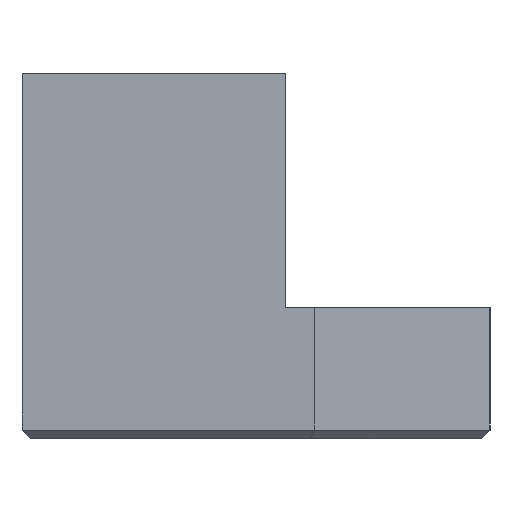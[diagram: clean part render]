
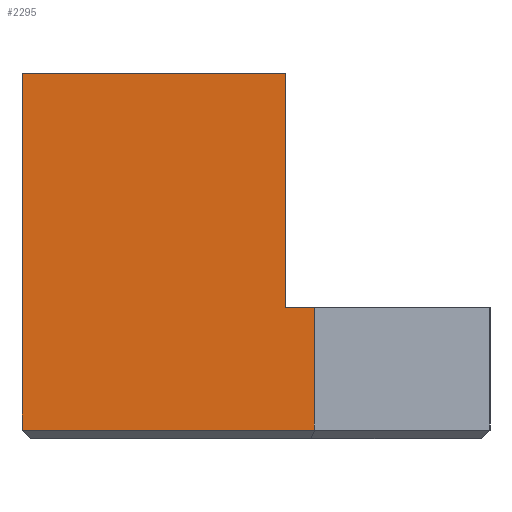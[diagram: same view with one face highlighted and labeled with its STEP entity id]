
A CAD part, left-side view. The second image highlights one B-rep face of the part: STEP entity #2295.
In plain terms, the highlighted planar face has unit normal (-1, 0, 0).
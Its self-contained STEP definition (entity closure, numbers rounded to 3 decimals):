
#40=(GEOMETRIC_REPRESENTATION_CONTEXT(2)PARAMETRIC_REPRESENTATION_CONTEXT()REPRESENTATION_CONTEXT('',''));
#86=CARTESIAN_POINT('',(-20.0,7.0,4.5));
#87=DIRECTION('',(0.0,0.,-1.0));
#88=DIRECTION('',(0.0,1.0,0.));
#89=AXIS2_PLACEMENT_3D('',#86,#87,#88);
#90=PLANE('',#89);
#401=CARTESIAN_POINT('',(-20.0,7.0,12.5));
#402=DIRECTION('',(0.0,1.0,0.0));
#403=DIRECTION('',(0.0,-0.0,1.0));
#404=AXIS2_PLACEMENT_3D('',#401,#402,#403);
#405=PLANE('',#404);
#617=CARTESIAN_POINT('',(-20.0,7.0,4.5));
#618=VERTEX_POINT('',#617);
#636=CARTESIAN_POINT('',(-20.0,6.0,4.5));
#637=VERTEX_POINT('',#636);
#638=CARTESIAN_POINT('',(-20.0,0.0,12.5));
#639=DIRECTION('',(1.0,0.0,0.0));
#640=DIRECTION('',(0.0,0.0,-1.0));
#641=AXIS2_PLACEMENT_3D('',#638,#639,#640);
#642=PLANE('',#641);
#643=CARTESIAN_POINT('',(-1.0,0.));
#644=CARTESIAN_POINT('',(0.0,0.0));
#645=B_SPLINE_CURVE_WITH_KNOTS('',1,(#643,#644),.UNSPECIFIED.,.F.,.F.,(2,2),(-0.001,0.),.UNSPECIFIED.);
#646=DEFINITIONAL_REPRESENTATION('',(#645),#40);
#647=PCURVE('',#90,#646);
#648=CARTESIAN_POINT('',(8.0,6.0));
#649=CARTESIAN_POINT('',(8.0,7.0));
#650=B_SPLINE_CURVE_WITH_KNOTS('',1,(#648,#649),.UNSPECIFIED.,.F.,.F.,(2,2),(-0.001,0.),.UNSPECIFIED.);
#651=DEFINITIONAL_REPRESENTATION('',(#650),#40);
#652=PCURVE('',#642,#651);
#653=CARTESIAN_POINT('',(-20.0,6.0,4.5));
#654=DIRECTION('',(0.0,1.0,0.));
#655=VECTOR('',#654,1.0);
#656=LINE('',#653,#655);
#657=INTERSECTION_CURVE('',#656,(#647,#652),.PCURVE_S1.);
#658=EDGE_CURVE('',#637,#618,#657,.T.);
#660=CARTESIAN_POINT('',(-14.0,0.0,12.5));
#661=DIRECTION('',(0.707,0.707,0.0));
#662=DIRECTION('',(0.0,0.0,-1.0));
#663=AXIS2_PLACEMENT_3D('',#660,#661,#662);
#664=PLANE('',#663);
#1154=CARTESIAN_POINT('',(-20.0,16.0,12.5));
#1155=DIRECTION('',(0.0,-1.0,0.0));
#1156=DIRECTION('',(0.0,0.0,-1.0));
#1157=AXIS2_PLACEMENT_3D('',#1154,#1155,#1156);
#1158=PLANE('',#1157);
#1688=CARTESIAN_POINT('',(-20.0,16.0,12.5));
#1689=DIRECTION('',(0.0,0.0,-1.0));
#1690=DIRECTION('',(-1.0,0.0,0.0));
#1691=AXIS2_PLACEMENT_3D('',#1688,#1689,#1690);
#1692=PLANE('',#1691);
#1774=CARTESIAN_POINT('',(-20.0,16.0,0.3));
#1775=VERTEX_POINT('',#1774);
#1798=CARTESIAN_POINT('',(-20.0,16.0,12.5));
#1799=VERTEX_POINT('',#1798);
#1800=CARTESIAN_POINT('',(0.0,0.0));
#1801=CARTESIAN_POINT('',(12.2,0.0));
#1802=B_SPLINE_CURVE_WITH_KNOTS('',1,(#1800,#1801),.UNSPECIFIED.,.F.,.F.,(2,2),(0.0,0.012),.UNSPECIFIED.);
#1803=DEFINITIONAL_REPRESENTATION('',(#1802),#40);
#1804=PCURVE('',#1158,#1803);
#1805=CARTESIAN_POINT('',(0.0,16.0));
#1806=CARTESIAN_POINT('',(12.2,16.0));
#1807=B_SPLINE_CURVE_WITH_KNOTS('',1,(#1805,#1806),.UNSPECIFIED.,.F.,.F.,(2,2),(0.0,0.012),.UNSPECIFIED.);
#1808=DEFINITIONAL_REPRESENTATION('',(#1807),#40);
#1809=PCURVE('',#642,#1808);
#1810=CARTESIAN_POINT('',(-20.0,16.0,12.5));
#1811=DIRECTION('',(0.0,0.0,-1.0));
#1812=VECTOR('',#1811,12.2);
#1813=LINE('',#1810,#1812);
#1814=INTERSECTION_CURVE('',#1813,(#1804,#1809),.PCURVE_S1.);
#1815=EDGE_CURVE('',#1799,#1775,#1814,.T.);
#2194=CARTESIAN_POINT('',(-20.0,0.0,0.3));
#2195=DIRECTION('',(-0.707,0.0,-0.707));
#2196=DIRECTION('',(0.0,1.0,0.0));
#2197=AXIS2_PLACEMENT_3D('',#2194,#2195,#2196);
#2198=PLANE('',#2197);
#2219=ORIENTED_EDGE('',*,*,#1815,.T.);
#2220=CARTESIAN_POINT('',(-20.0,6.0,0.3));
#2221=VERTEX_POINT('',#2220);
#2222=CARTESIAN_POINT('',(12.2,16.0));
#2223=CARTESIAN_POINT('',(12.2,6.0));
#2224=B_SPLINE_CURVE_WITH_KNOTS('',1,(#2222,#2223),.UNSPECIFIED.,.F.,.F.,(2,2),(-0.01,0.0),.UNSPECIFIED.);
#2225=DEFINITIONAL_REPRESENTATION('',(#2224),#40);
#2226=PCURVE('',#642,#2225);
#2227=CARTESIAN_POINT('',(16.0,0.));
#2228=CARTESIAN_POINT('',(6.0,0.));
#2229=B_SPLINE_CURVE_WITH_KNOTS('',1,(#2227,#2228),.UNSPECIFIED.,.F.,.F.,(2,2),(-0.01,0.0),.UNSPECIFIED.);
#2230=DEFINITIONAL_REPRESENTATION('',(#2229),#40);
#2231=PCURVE('',#2198,#2230);
#2232=CARTESIAN_POINT('',(-20.0,16.0,0.3));
#2233=DIRECTION('',(0.0,-1.0,0.0));
#2234=VECTOR('',#2233,10.0);
#2235=LINE('',#2232,#2234);
#2236=INTERSECTION_CURVE('',#2235,(#2226,#2231),.PCURVE_S1.);
#2237=EDGE_CURVE('',#1775,#2221,#2236,.T.);
#2238=ORIENTED_EDGE('',*,*,#2237,.T.);
#2239=CARTESIAN_POINT('',(12.2,6.0));
#2240=CARTESIAN_POINT('',(8.0,6.0));
#2241=B_SPLINE_CURVE_WITH_KNOTS('',1,(#2239,#2240),.UNSPECIFIED.,.F.,.F.,(2,2),(-0.012,-0.008),.UNSPECIFIED.);
#2242=DEFINITIONAL_REPRESENTATION('',(#2241),#40);
#2243=PCURVE('',#642,#2242);
#2244=CARTESIAN_POINT('',(12.2,8.485));
#2245=CARTESIAN_POINT('',(8.0,8.485));
#2246=B_SPLINE_CURVE_WITH_KNOTS('',1,(#2244,#2245),.UNSPECIFIED.,.F.,.F.,(2,2),(-0.012,-0.008),.UNSPECIFIED.);
#2247=DEFINITIONAL_REPRESENTATION('',(#2246),#40);
#2248=PCURVE('',#664,#2247);
#2249=CARTESIAN_POINT('',(-20.0,6.0,0.3));
#2250=DIRECTION('',(0.0,0.0,1.0));
#2251=VECTOR('',#2250,4.2);
#2252=LINE('',#2249,#2251);
#2253=INTERSECTION_CURVE('',#2252,(#2243,#2248),.PCURVE_S1.);
#2254=EDGE_CURVE('',#2221,#637,#2253,.T.);
#2255=ORIENTED_EDGE('',*,*,#2254,.T.);
#2256=ORIENTED_EDGE('',*,*,#658,.T.);
#2257=CARTESIAN_POINT('',(-20.0,7.0,12.5));
#2258=VERTEX_POINT('',#2257);
#2259=CARTESIAN_POINT('',(8.0,7.0));
#2260=CARTESIAN_POINT('',(0.0,7.0));
#2261=B_SPLINE_CURVE_WITH_KNOTS('',1,(#2259,#2260),.UNSPECIFIED.,.F.,.F.,(2,2),(-0.008,0.0),.UNSPECIFIED.);
#2262=DEFINITIONAL_REPRESENTATION('',(#2261),#40);
#2263=PCURVE('',#642,#2262);
#2264=CARTESIAN_POINT('',(-8.0,0.0));
#2265=CARTESIAN_POINT('',(0.0,0.0));
#2266=B_SPLINE_CURVE_WITH_KNOTS('',1,(#2264,#2265),.UNSPECIFIED.,.F.,.F.,(2,2),(-0.008,0.0),.UNSPECIFIED.);
#2267=DEFINITIONAL_REPRESENTATION('',(#2266),#40);
#2268=PCURVE('',#405,#2267);
#2269=CARTESIAN_POINT('',(-20.0,7.0,4.5));
#2270=DIRECTION('',(0.0,0.0,1.0));
#2271=VECTOR('',#2270,8.0);
#2272=LINE('',#2269,#2271);
#2273=INTERSECTION_CURVE('',#2272,(#2263,#2268),.PCURVE_S1.);
#2274=EDGE_CURVE('',#618,#2258,#2273,.T.);
#2275=ORIENTED_EDGE('',*,*,#2274,.T.);
#2276=CARTESIAN_POINT('',(0.0,16.0));
#2277=CARTESIAN_POINT('',(0.0,7.0));
#2278=B_SPLINE_CURVE_WITH_KNOTS('',1,(#2276,#2277),.UNSPECIFIED.,.F.,.F.,(2,2),(-0.016,-0.007),.UNSPECIFIED.);
#2279=DEFINITIONAL_REPRESENTATION('',(#2278),#40);
#2280=PCURVE('',#642,#2279);
#2281=CARTESIAN_POINT('',(0.0,0.0));
#2282=CARTESIAN_POINT('',(0.0,-9.0));
#2283=B_SPLINE_CURVE_WITH_KNOTS('',1,(#2281,#2282),.UNSPECIFIED.,.F.,.F.,(2,2),(-0.016,-0.007),.UNSPECIFIED.);
#2284=DEFINITIONAL_REPRESENTATION('',(#2283),#40);
#2285=PCURVE('',#1692,#2284);
#2286=CARTESIAN_POINT('',(-20.0,16.0,12.5));
#2287=DIRECTION('',(0.0,-1.0,0.0));
#2288=VECTOR('',#2287,9.0);
#2289=LINE('',#2286,#2288);
#2290=INTERSECTION_CURVE('',#2289,(#2280,#2285),.PCURVE_S1.);
#2291=EDGE_CURVE('',#1799,#2258,#2290,.T.);
#2292=ORIENTED_EDGE('',*,*,#2291,.F.);
#2293=EDGE_LOOP('',(#2219,#2238,#2255,#2256,#2275,#2292));
#2294=FACE_BOUND('',#2293,.T.);
#2295=ADVANCED_FACE('',(#2294),#642,.F.);
